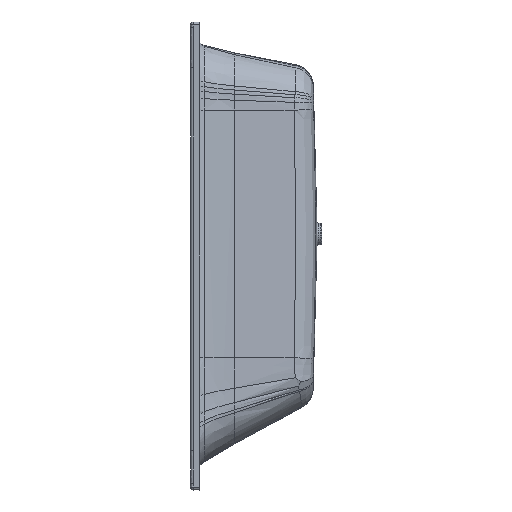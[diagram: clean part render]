
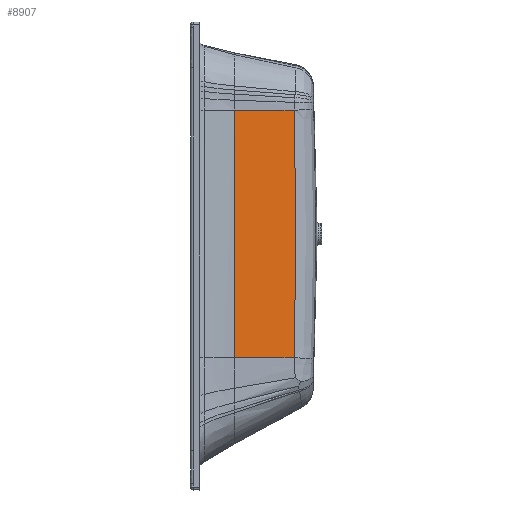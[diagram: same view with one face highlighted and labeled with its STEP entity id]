
A CAD part, left-side view. The second image highlights one B-rep face of the part: STEP entity #8907.
In plain terms, the highlighted planar face has unit normal (-0.993, -0.122, 0).
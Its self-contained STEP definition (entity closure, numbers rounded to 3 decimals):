
#1328=CARTESIAN_POINT('',(-240.172,-377.154,
530.));
#2558=CARTESIAN_POINT('',(-240.172,-377.154,
530.));
#2559=CARTESIAN_POINT('',(-243.331,-351.43,
530.));
#2560=CARTESIAN_POINT('',(-252.218,-279.05,
530.));
#2561=CARTESIAN_POINT('',(-261.098,-206.725,
530.));
#2562=CARTESIAN_POINT('',(-266.835,-160.,
530.));
#2570=CARTESIAN_POINT('',(-240.172,-377.154,
530.));
#2571=CARTESIAN_POINT('',(-240.037,-378.254,
482.18));
#2572=CARTESIAN_POINT('',(-239.799,-380.192,
391.856));
#2573=CARTESIAN_POINT('',(-239.527,-382.405,
272.639));
#2574=CARTESIAN_POINT('',(-239.367,-383.708,
168.729));
#2575=CARTESIAN_POINT('',(-239.32,-384.091,
79.9));
#2576=CARTESIAN_POINT('',(-239.368,-383.706,
-8.966));
#2577=CARTESIAN_POINT('',(-239.528,-382.401,
-112.834));
#2578=CARTESIAN_POINT('',(-239.799,-380.19,
-232.006));
#2579=CARTESIAN_POINT('',(-240.038,-378.25,
-322.237));
#2580=CARTESIAN_POINT('',(-240.173,-377.152,-370.));
#2593=DIRECTION('',(-0.122,0.993,0.));
#2594=VECTOR('',#2593,218.782);
#2595=CARTESIAN_POINT('',(-240.173,-377.152,-370.));
#2596=LINE('',#2595,#2594);
#3681=DIRECTION('',(0.,0.,1.));
#3682=VECTOR('',#3681,900.);
#3683=CARTESIAN_POINT('',(-266.835,-160.,-370.));
#3684=LINE('',#3683,#3682);
#4456=VERTEX_POINT('',#1328);
#4458=VERTEX_POINT('',#2580);
#4651=VERTEX_POINT('',#2562);
#4652=CARTESIAN_POINT('',(-266.835,-160.,-370.));
#4653=VERTEX_POINT('',#4652);
#8893=CARTESIAN_POINT('',(-253.086,-271.981,
80.));
#8894=DIRECTION('',(0.993,0.122,0.));
#8895=DIRECTION('',(0.,0.,1.));
#8896=AXIS2_PLACEMENT_3D('',#8893,#8894,#8895);
#8897=PLANE('',#8896);
#8899=ORIENTED_EDGE('',*,*,#8898,.T.);
#8901=ORIENTED_EDGE('',*,*,#8900,.T.);
#8903=ORIENTED_EDGE('',*,*,#8902,.T.);
#8904=ORIENTED_EDGE('',*,*,#8885,.F.);
#8905=EDGE_LOOP('',(#8899,#8901,#8903,#8904));
#8906=FACE_OUTER_BOUND('',#8905,.F.);
#8907=ADVANCED_FACE('',(#8906),#8897,.F.);
#2563=B_SPLINE_CURVE_WITH_KNOTS('',3,(#2558,#2559,#2560,#2561,#2562),
.UNSPECIFIED.,.F.,.F.,(4,1,4),(0.,0.355,1.),.UNSPECIFIED.);
#2581=B_SPLINE_CURVE_WITH_KNOTS('',3,(#2570,#2571,#2572,#2573,#2574,#2575,#2576,
#2577,#2578,#2579,#2580),.UNSPECIFIED.,.F.,.F.,(4,1,1,1,1,1,1,1,4),(0.,
0.125,0.25,0.375,0.5,0.625,0.75,0.875,1.),.UNSPECIFIED.);
#8885=EDGE_CURVE('',#4456,#4651,#2563,.T.);
#8898=EDGE_CURVE('',#4456,#4458,#2581,.T.);
#8900=EDGE_CURVE('',#4458,#4653,#2596,.T.);
#8902=EDGE_CURVE('',#4653,#4651,#3684,.T.);
